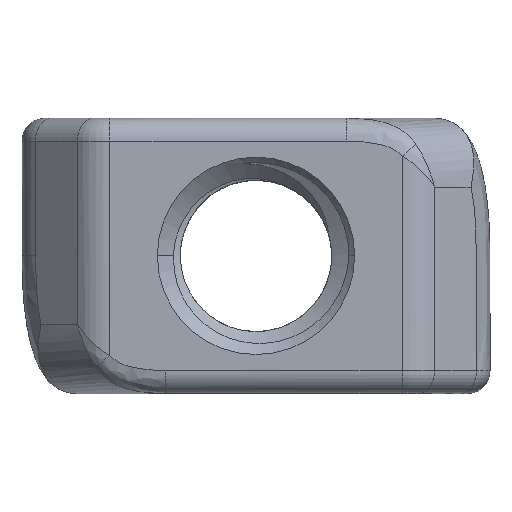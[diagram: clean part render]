
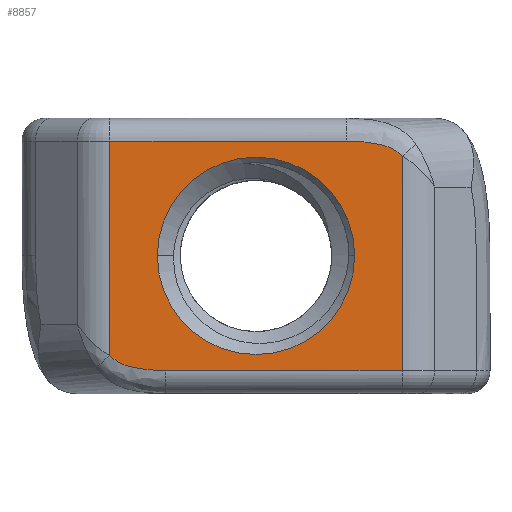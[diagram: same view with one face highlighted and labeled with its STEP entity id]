
A CAD part, top view. The second image highlights one B-rep face of the part: STEP entity #8857.
In plain terms, the highlighted planar face has unit normal (0, 0, 1).
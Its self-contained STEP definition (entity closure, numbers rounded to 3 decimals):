
#37 = VERTEX_POINT ( 'NONE', #3910 ) ;
#73 = CIRCLE ( 'NONE', #5203, 2.15 ) ;
#120 = LINE ( 'NONE', #3389, #6098 ) ;
#130 = B_SPLINE_CURVE_WITH_KNOTS ( 'NONE', 3,
 ( #10633, #8370, #10568, #11424, #1504, #8576, #12618, #10500 ),
 .UNSPECIFIED., .F., .F.,
 ( 4, 2, 2, 4 ),
 ( 0., 0., 0.001, 0.001 ),
 .UNSPECIFIED. ) ;
#799 = EDGE_CURVE ( 'NONE', #10842, #1024, #130, .T. ) ;
#1024 = VERTEX_POINT ( 'NONE', #4871 ) ;
#1504 = CARTESIAN_POINT ( 'NONE',  ( -2.724, -2.425, 3. ) ) ;
#1889 = CARTESIAN_POINT ( 'NONE',  ( 3.186, 2.168, 3. ) ) ;
#2078 = DIRECTION ( 'NONE',  ( 1., 0., 0. ) ) ;
#2107 = VERTEX_POINT ( 'NONE', #11454 ) ;
#2276 = DIRECTION ( 'NONE',  ( 1., 0., 0. ) ) ;
#2736 = CARTESIAN_POINT ( 'NONE',  ( 3.186, 0., 3. ) ) ;
#2812 = ORIENTED_EDGE ( 'NONE', *, *, #4002, .T. ) ;
#2833 = CARTESIAN_POINT ( 'NONE',  ( 3.114, 2.249, 3. ) ) ;
#3389 = CARTESIAN_POINT ( 'NONE',  ( -3.186, 0., 3. ) ) ;
#3474 = LINE ( 'NONE', #5489, #4833 ) ;
#3840 = CARTESIAN_POINT ( 'NONE',  ( 2.827, 2.396, 3. ) ) ;
#3910 = CARTESIAN_POINT ( 'NONE',  ( -2.15, 0., 3. ) ) ;
#4002 = EDGE_CURVE ( 'NONE', #37, #6003, #6210, .T. ) ;
#4199 = ORIENTED_EDGE ( 'NONE', *, *, #799, .T. ) ;
#4346 = ORIENTED_EDGE ( 'NONE', *, *, #7090, .T. ) ;
#4353 = FACE_OUTER_BOUND ( 'NONE', #10436, .T. ) ;
#4833 = VECTOR ( 'NONE', #8267, 1000. ) ;
#4871 = CARTESIAN_POINT ( 'NONE',  ( -1.979, -2.5, 3. ) ) ;
#4955 = DIRECTION ( 'NONE',  ( 1., 0., 0. ) ) ;
#5203 = AXIS2_PLACEMENT_3D ( 'NONE', #9245, #8012, #4955 ) ;
#5277 = CARTESIAN_POINT ( 'NONE',  ( 1.979, 2.5, 3. ) ) ;
#5489 = CARTESIAN_POINT ( 'NONE',  ( -3.186, 2.5, 3. ) ) ;
#5545 = CARTESIAN_POINT ( 'NONE',  ( 3.186, 2.168, 3. ) ) ;
#5721 = CARTESIAN_POINT ( 'NONE',  ( 1.979, 2.5, 3. ) ) ;
#5981 = CARTESIAN_POINT ( 'NONE',  ( -3.186, -2.168, 3. ) ) ;
#6003 = VERTEX_POINT ( 'NONE', #6105 ) ;
#6098 = VECTOR ( 'NONE', #10443, 1000. ) ;
#6105 = CARTESIAN_POINT ( 'NONE',  ( 2.15, 0., 3. ) ) ;
#6206 = ORIENTED_EDGE ( 'NONE', *, *, #7762, .T. ) ;
#6210 = CIRCLE ( 'NONE', #7704, 2.15 ) ;
#6460 = CARTESIAN_POINT ( 'NONE',  ( 3.186, -2.5, 3. ) ) ;
#6741 = VECTOR ( 'NONE', #11580, 1000. ) ;
#6742 = ORIENTED_EDGE ( 'NONE', *, *, #7961, .T. ) ;
#6909 = CARTESIAN_POINT ( 'NONE',  ( 2.193, 2.5, 3. ) ) ;
#7090 = EDGE_CURVE ( 'NONE', #1024, #13128, #7459, .T. ) ;
#7459 = LINE ( 'NONE', #6460, #8398 ) ;
#7697 = VERTEX_POINT ( 'NONE', #5277 ) ;
#7704 = AXIS2_PLACEMENT_3D ( 'NONE', #9973, #12941, #2078 ) ;
#7762 = EDGE_CURVE ( 'NONE', #7697, #2107, #3474, .T. ) ;
#7785 = CARTESIAN_POINT ( 'NONE',  ( 2.407, 2.488, 3. ) ) ;
#7961 = EDGE_CURVE ( 'NONE', #13128, #11832, #11647, .T. ) ;
#8012 = DIRECTION ( 'NONE',  ( 0., 0., -1. ) ) ;
#8267 = DIRECTION ( 'NONE',  ( -1., 0., 0. ) ) ;
#8270 = CARTESIAN_POINT ( 'NONE',  ( 0., 0., 3. ) ) ;
#8370 = CARTESIAN_POINT ( 'NONE',  ( -3.114, -2.249, 3. ) ) ;
#8398 = VECTOR ( 'NONE', #12685, 1000. ) ;
#8576 = CARTESIAN_POINT ( 'NONE',  ( -2.407, -2.488, 3. ) ) ;
#8832 = CARTESIAN_POINT ( 'NONE',  ( 3.023, 2.309, 3. ) ) ;
#8857 = ADVANCED_FACE ( 'NONE', ( #9330, #4353 ), #9595, .T. ) ;
#8949 = EDGE_CURVE ( 'NONE', #2107, #10842, #120, .T. ) ;
#9245 = CARTESIAN_POINT ( 'NONE',  ( 0., 0., 3. ) ) ;
#9330 = FACE_BOUND ( 'NONE', #9640, .T. ) ;
#9595 = PLANE ( 'NONE',  #9922 ) ;
#9640 = EDGE_LOOP ( 'NONE', ( #10696, #2812 ) ) ;
#9922 = AXIS2_PLACEMENT_3D ( 'NONE', #8270, #12311, #2276 ) ;
#9973 = CARTESIAN_POINT ( 'NONE',  ( 0., 0., 3. ) ) ;
#10075 = EDGE_CURVE ( 'NONE', #6003, #37, #73, .T. ) ;
#10436 = EDGE_LOOP ( 'NONE', ( #6742, #10584, #6206, #12554, #4199, #4346 ) ) ;
#10443 = DIRECTION ( 'NONE',  ( 0., -1., 0. ) ) ;
#10500 = CARTESIAN_POINT ( 'NONE',  ( -1.979, -2.5, 3. ) ) ;
#10568 = CARTESIAN_POINT ( 'NONE',  ( -3.023, -2.309, 3. ) ) ;
#10584 = ORIENTED_EDGE ( 'NONE', *, *, #12914, .T. ) ;
#10633 = CARTESIAN_POINT ( 'NONE',  ( -3.186, -2.168, 3. ) ) ;
#10696 = ORIENTED_EDGE ( 'NONE', *, *, #10075, .T. ) ;
#10842 = VERTEX_POINT ( 'NONE', #5981 ) ;
#11402 = B_SPLINE_CURVE_WITH_KNOTS ( 'NONE', 3,
 ( #1889, #2833, #8832, #3840, #12803, #7785, #6909, #5721 ),
 .UNSPECIFIED., .F., .F.,
 ( 4, 2, 2, 4 ),
 ( 0., 0., 0.001, 0.001 ),
 .UNSPECIFIED. ) ;
#11424 = CARTESIAN_POINT ( 'NONE',  ( -2.827, -2.396, 3. ) ) ;
#11454 = CARTESIAN_POINT ( 'NONE',  ( -3.186, 2.5, 3. ) ) ;
#11580 = DIRECTION ( 'NONE',  ( 0., 1., 0. ) ) ;
#11647 = LINE ( 'NONE', #2736, #6741 ) ;
#11832 = VERTEX_POINT ( 'NONE', #5545 ) ;
#12311 = DIRECTION ( 'NONE',  ( 0., 0., 1. ) ) ;
#12523 = CARTESIAN_POINT ( 'NONE',  ( 3.186, -2.5, 3. ) ) ;
#12554 = ORIENTED_EDGE ( 'NONE', *, *, #8949, .T. ) ;
#12618 = CARTESIAN_POINT ( 'NONE',  ( -2.193, -2.5, 3. ) ) ;
#12685 = DIRECTION ( 'NONE',  ( 1., 0., 0. ) ) ;
#12803 = CARTESIAN_POINT ( 'NONE',  ( 2.724, 2.425, 3. ) ) ;
#12914 = EDGE_CURVE ( 'NONE', #11832, #7697, #11402, .T. ) ;
#12941 = DIRECTION ( 'NONE',  ( 0., 0., -1. ) ) ;
#13128 = VERTEX_POINT ( 'NONE', #12523 ) ;
